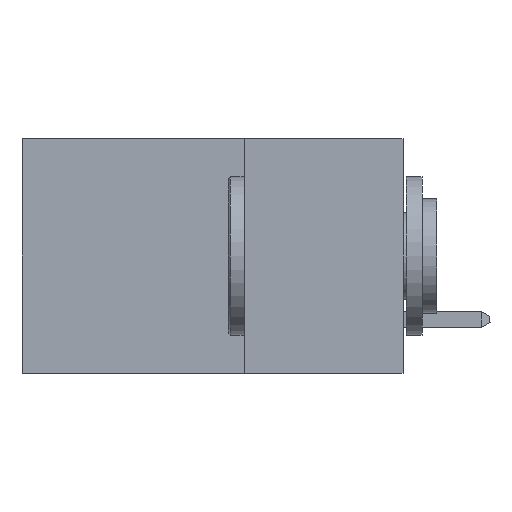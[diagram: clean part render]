
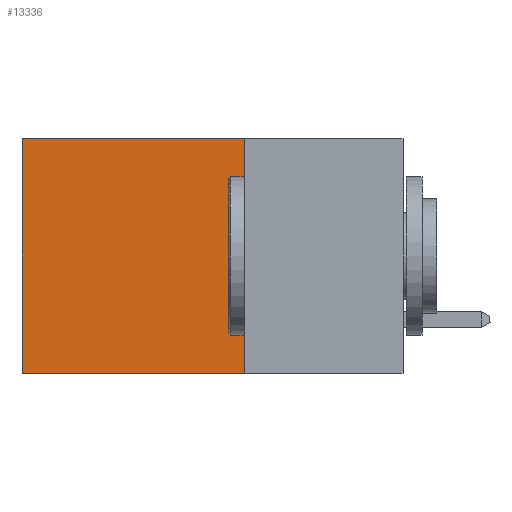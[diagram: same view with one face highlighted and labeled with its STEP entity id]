
A CAD part, left-side view. The second image highlights one B-rep face of the part: STEP entity #13336.
In plain terms, the highlighted planar face has unit normal (-1, 0, 0).
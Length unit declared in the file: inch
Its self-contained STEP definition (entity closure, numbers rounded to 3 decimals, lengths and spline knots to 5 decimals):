
#177 = ORIENTED_EDGE ( 'NONE', *, *, #4685, .T. ) ;
#728 = EDGE_CURVE ( 'NONE', #10462, #13280, #2324, .T. ) ;
#1597 = CARTESIAN_POINT ( 'NONE',  ( 0.2875, 0.25, 0. ) ) ;
#2324 = LINE ( 'NONE', #7879, #13599 ) ;
#2431 = DIRECTION ( 'NONE',  ( 0., 1., 0. ) ) ;
#2567 = LINE ( 'NONE', #5841, #13341 ) ;
#2729 = LINE ( 'NONE', #1597, #9554 ) ;
#3068 = ORIENTED_EDGE ( 'NONE', *, *, #6336, .F. ) ;
#3146 = DIRECTION ( 'NONE',  ( 0., 0., -1. ) ) ;
#3276 = DIRECTION ( 'NONE',  ( 1., 0., 0. ) ) ;
#3402 = VERTEX_POINT ( 'NONE', #8081 ) ;
#3469 = DIRECTION ( 'NONE',  ( 0., 0., -1. ) ) ;
#3603 = DIRECTION ( 'NONE',  ( 0., 0., -1. ) ) ;
#3873 = VERTEX_POINT ( 'NONE', #7591 ) ;
#3889 = FACE_OUTER_BOUND ( 'NONE', #6876, .T. ) ;
#4063 = VECTOR ( 'NONE', #5484, 39.37008 ) ;
#4685 = EDGE_CURVE ( 'NONE', #3873, #13280, #2567, .T. ) ;
#4763 = AXIS2_PLACEMENT_3D ( 'NONE', #5935, #3276, #3146 ) ;
#5484 = DIRECTION ( 'NONE',  ( 0., 1., 0. ) ) ;
#5841 = CARTESIAN_POINT ( 'NONE',  ( 0.2875, 0.6, 0. ) ) ;
#5935 = CARTESIAN_POINT ( 'NONE',  ( 0.2875, 0.25, 0. ) ) ;
#6336 = EDGE_CURVE ( 'NONE', #3402, #10462, #2729, .T. ) ;
#6428 = CARTESIAN_POINT ( 'NONE',  ( 0.2875, 0.25, -0.37 ) ) ;
#6876 = EDGE_LOOP ( 'NONE', ( #177, #12094, #3068, #9915 ) ) ;
#7591 = CARTESIAN_POINT ( 'NONE',  ( 0.2875, 0.6, 0. ) ) ;
#7879 = CARTESIAN_POINT ( 'NONE',  ( 0.2875, 0.25, -0.37 ) ) ;
#7995 = CARTESIAN_POINT ( 'NONE',  ( 0.2875, 0.6, -0.37 ) ) ;
#8081 = CARTESIAN_POINT ( 'NONE',  ( 0.2875, 0.25, 0. ) ) ;
#9554 = VECTOR ( 'NONE', #3469, 39.37008 ) ;
#9699 = LINE ( 'NONE', #9776, #4063 ) ;
#9776 = CARTESIAN_POINT ( 'NONE',  ( 0.2875, 0.25, 0. ) ) ;
#9915 = ORIENTED_EDGE ( 'NONE', *, *, #12932, .T. ) ;
#10462 = VERTEX_POINT ( 'NONE', #6428 ) ;
#11246 = PLANE ( 'NONE',  #4763 ) ;
#12094 = ORIENTED_EDGE ( 'NONE', *, *, #728, .F. ) ;
#12932 = EDGE_CURVE ( 'NONE', #3402, #3873, #9699, .T. ) ;
#13280 = VERTEX_POINT ( 'NONE', #7995 ) ;
#13336 = ADVANCED_FACE ( 'NONE', ( #3889 ), #11246, .F. ) ;
#13341 = VECTOR ( 'NONE', #3603, 39.37008 ) ;
#13599 = VECTOR ( 'NONE', #2431, 39.37008 ) ;
